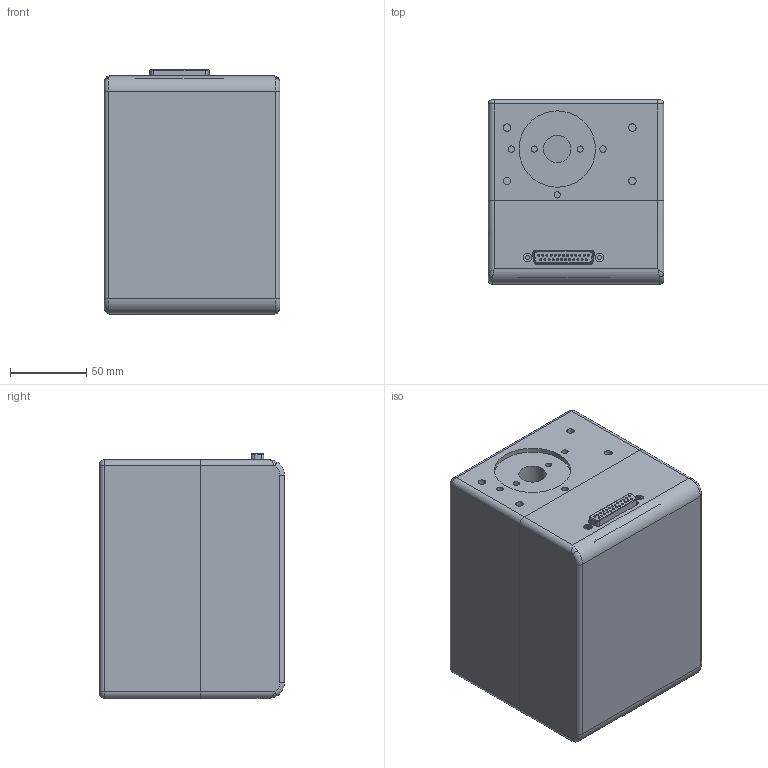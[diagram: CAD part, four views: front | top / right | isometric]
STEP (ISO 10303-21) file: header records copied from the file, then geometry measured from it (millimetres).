
FILE_DESCRIPTION (( 'HALscan 16X20' ), '1' );
FILE_NAME ('HALscan16x20.stp', '2022-08-17T05:47:31', ( 'Germany' ), ( 'Home' ), 'SwSTEP 2.0', 'SolidWorks 2018', '' );
FILE_SCHEMA (( 'CONFIG_CONTROL_DESIGN' ));
Length unit declared in the file: millimetre
Products named in the file (23): 2020-5-12-07 癹弇杶Y.sldprt_1; 苤粣創杶10mm; 隅赽16mm; 苤粣創粣14mm; 16mm湮粣創粣; 2020-5-12-01 裔啣_1; 欶褲10mm; 棠堵; 16mm改外观无水冷底座; 16mm萇儂; 結种10mm; 16mm改外观无水冷上盖; 16Y噩え; 腑簽10mm; 2020-5-12-04 萇儂揤輸.sldprt_1; 16X噩え; 隅赽俋欶10mm; 2020-5-12-05 橈埽遠.sldprt_1; DB25 ĸ; 傷裔10mm; 2020-5-12-06 癹弇杶X.sldprt_1; 16mm蜊俋夤拸阨濮; 线圈套
Assembly tree (26 placements, depth 3):
  16mm蜊俋夤拸阨濮
    2020-5-12-01 裔啣_1
    16mm改外观无水冷底座
    16mm改外观无水冷上盖
    2020-5-12-04 萇儂揤輸.sldprt_1  x2
    2020-5-12-05 橈埽遠.sldprt_1  x2
    2020-5-12-06 癹弇杶X.sldprt_1
    2020-5-12-07 癹弇杶Y.sldprt_1
    16mm萇儂  x2
      隅赽16mm
      16mm湮粣創粣
      棠堵
      結种10mm
      腑簽10mm
      隅赽俋欶10mm
      傷裔10mm
      线圈套
      苤粣創杶10mm
      苤粣創粣14mm
      欶褲10mm
    16Y噩え
    16X噩え
    DB25 ĸ
Bounding box: 115 x 121 x 159.9 mm (x, y, z)
Volume: 988311.9 mm3; surface area: 286778.1 mm2
Topology: 38 solids, 38 shells, 1409 faces, 3364 edges, 2137 vertices
Faces by surface type: cylinder 700, plane 440, cone 215, torus 38, bspline 16
Entity records: 32190 total; most frequent: CARTESIAN_POINT 5990, DIRECTION 5369, ORIENTED_EDGE 4636, EDGE_CURVE 2318, AXIS2_PLACEMENT_3D 2143, VERTEX_POINT 1488, EDGE_LOOP 1174, CIRCLE 1157
